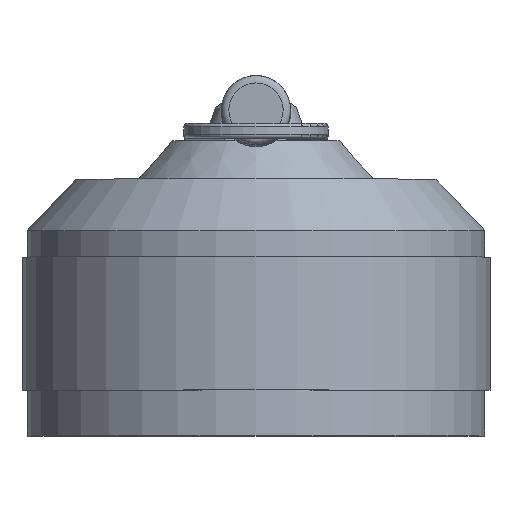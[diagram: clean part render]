
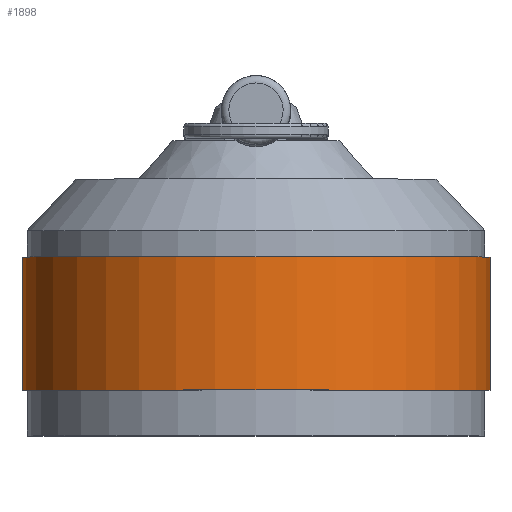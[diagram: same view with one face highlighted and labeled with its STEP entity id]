
A CAD part, top view. The second image highlights one B-rep face of the part: STEP entity #1898.
In plain terms, the highlighted cylindrical face has radius 15.875 mm (diameter 31.75 mm), a full revolution.
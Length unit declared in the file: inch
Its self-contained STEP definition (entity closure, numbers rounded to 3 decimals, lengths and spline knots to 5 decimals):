
#54 = DIRECTION ( 'NONE',  ( 0., 0., 1. ) ) ;
#182 = EDGE_LOOP ( 'NONE', ( #1156 ) ) ;
#186 = ORIENTED_EDGE ( 'NONE', *, *, #2296, .F. ) ;
#227 = AXIS2_PLACEMENT_3D ( 'NONE', #1045, #1062, #1068 ) ;
#240 = AXIS2_PLACEMENT_3D ( 'NONE', #326, #337, #348 ) ;
#326 = CARTESIAN_POINT ( 'NONE',  ( 0., 0.47805, 0. ) ) ;
#337 = DIRECTION ( 'NONE',  ( 0., 1., 0. ) ) ;
#348 = DIRECTION ( 'NONE',  ( 0., 0., 1. ) ) ;
#419 = AXIS2_PLACEMENT_3D ( 'NONE', #778, #652, #54 ) ;
#453 = EDGE_LOOP ( 'NONE', ( #186 ) ) ;
#460 = CARTESIAN_POINT ( 'NONE',  ( 0., 0.12205, 0.625 ) ) ;
#631 = FACE_OUTER_BOUND ( 'NONE', #182, .T. ) ;
#652 = DIRECTION ( 'NONE',  ( 0., 1., 0. ) ) ;
#725 = CIRCLE ( 'NONE', #227, 0.625 ) ;
#753 = VERTEX_POINT ( 'NONE', #460 ) ;
#755 = FACE_OUTER_BOUND ( 'NONE', #453, .T. ) ;
#778 = CARTESIAN_POINT ( 'NONE',  ( 0., 0.789, 0. ) ) ;
#1045 = CARTESIAN_POINT ( 'NONE',  ( 0., 0.12205, 0. ) ) ;
#1062 = DIRECTION ( 'NONE',  ( 0., 1., 0. ) ) ;
#1068 = DIRECTION ( 'NONE',  ( 0., 0., 1. ) ) ;
#1156 = ORIENTED_EDGE ( 'NONE', *, *, #2303, .T. ) ;
#1184 = CIRCLE ( 'NONE', #240, 0.625 ) ;
#1221 = VERTEX_POINT ( 'NONE', #2061 ) ;
#1898 = ADVANCED_FACE ( 'NONE', ( #755, #631 ), #1993, .T. ) ;
#1993 = CYLINDRICAL_SURFACE ( 'NONE', #419, 0.625 ) ;
#2061 = CARTESIAN_POINT ( 'NONE',  ( 0., 0.47805, 0.625 ) ) ;
#2296 = EDGE_CURVE ( 'NONE', #1221, #1221, #1184, .T. ) ;
#2303 = EDGE_CURVE ( 'NONE', #753, #753, #725, .T. ) ;
